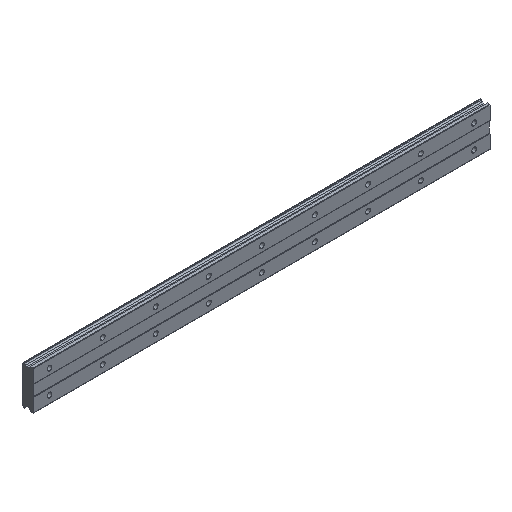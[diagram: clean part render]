
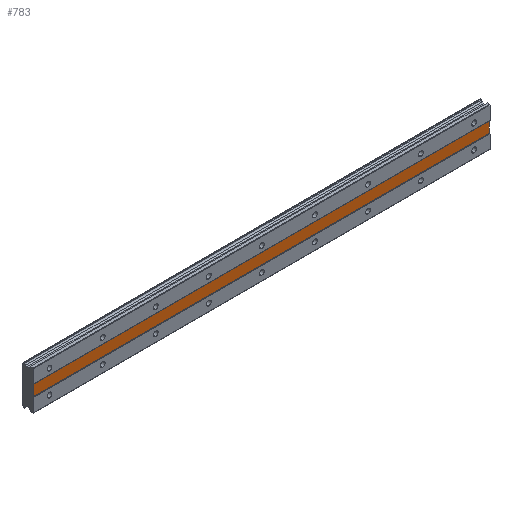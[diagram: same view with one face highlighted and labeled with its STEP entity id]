
A CAD part, isometric view. The second image highlights one B-rep face of the part: STEP entity #783.
In plain terms, the highlighted planar face has unit normal (0, -1, 0).
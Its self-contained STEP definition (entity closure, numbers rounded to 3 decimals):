
#32 = PLANE ( 'NONE',  #2298 ) ;
#363 = DIRECTION ( 'NONE',  ( -1., 0., 0. ) ) ;
#451 = CARTESIAN_POINT ( 'NONE',  ( 415., 0.5, 18.34 ) ) ;
#783 = ADVANCED_FACE ( 'NONE', ( #2213 ), #32, .F. ) ;
#805 = LINE ( 'NONE', #2008, #2798 ) ;
#813 = EDGE_CURVE ( 'NONE', #3484, #1634, #989, .T. ) ;
#942 = DIRECTION ( 'NONE',  ( 0., 0., -1. ) ) ;
#989 = LINE ( 'NONE', #3136, #3196 ) ;
#1042 = EDGE_LOOP ( 'NONE', ( #3079, #1859, #3922, #1617 ) ) ;
#1484 = EDGE_CURVE ( 'NONE', #2654, #1599, #805, .T. ) ;
#1552 = DIRECTION ( 'NONE',  ( 0., 0., 1. ) ) ;
#1599 = VERTEX_POINT ( 'NONE', #2160 ) ;
#1603 = VECTOR ( 'NONE', #3524, 1000. ) ;
#1617 = ORIENTED_EDGE ( 'NONE', *, *, #2317, .T. ) ;
#1634 = VERTEX_POINT ( 'NONE', #2418 ) ;
#1859 = ORIENTED_EDGE ( 'NONE', *, *, #3724, .F. ) ;
#1908 = CARTESIAN_POINT ( 'NONE',  ( 415., 0.5, 5. ) ) ;
#2008 = CARTESIAN_POINT ( 'NONE',  ( 415., 0.5, -5. ) ) ;
#2102 = CARTESIAN_POINT ( 'NONE',  ( 415., 0.5, -5. ) ) ;
#2150 = DIRECTION ( 'NONE',  ( 0., 1., 0. ) ) ;
#2160 = CARTESIAN_POINT ( 'NONE',  ( -15., 0.5, -5. ) ) ;
#2213 = FACE_OUTER_BOUND ( 'NONE', #1042, .T. ) ;
#2298 = AXIS2_PLACEMENT_3D ( 'NONE', #1908, #2150, #1552 ) ;
#2317 = EDGE_CURVE ( 'NONE', #1634, #1599, #2783, .T. ) ;
#2418 = CARTESIAN_POINT ( 'NONE',  ( -15., 0.5, 5. ) ) ;
#2439 = VECTOR ( 'NONE', #942, 1000. ) ;
#2458 = CARTESIAN_POINT ( 'NONE',  ( -15., 0.5, 18.34 ) ) ;
#2654 = VERTEX_POINT ( 'NONE', #2102 ) ;
#2684 = CARTESIAN_POINT ( 'NONE',  ( 415., 0.5, 5. ) ) ;
#2783 = LINE ( 'NONE', #2458, #2439 ) ;
#2798 = VECTOR ( 'NONE', #2944, 1000. ) ;
#2944 = DIRECTION ( 'NONE',  ( -1., 0., 0. ) ) ;
#3079 = ORIENTED_EDGE ( 'NONE', *, *, #1484, .F. ) ;
#3136 = CARTESIAN_POINT ( 'NONE',  ( 415., 0.5, 5. ) ) ;
#3183 = LINE ( 'NONE', #451, #1603 ) ;
#3196 = VECTOR ( 'NONE', #363, 1000. ) ;
#3484 = VERTEX_POINT ( 'NONE', #2684 ) ;
#3524 = DIRECTION ( 'NONE',  ( 0., 0., -1. ) ) ;
#3724 = EDGE_CURVE ( 'NONE', #3484, #2654, #3183, .T. ) ;
#3922 = ORIENTED_EDGE ( 'NONE', *, *, #813, .T. ) ;
